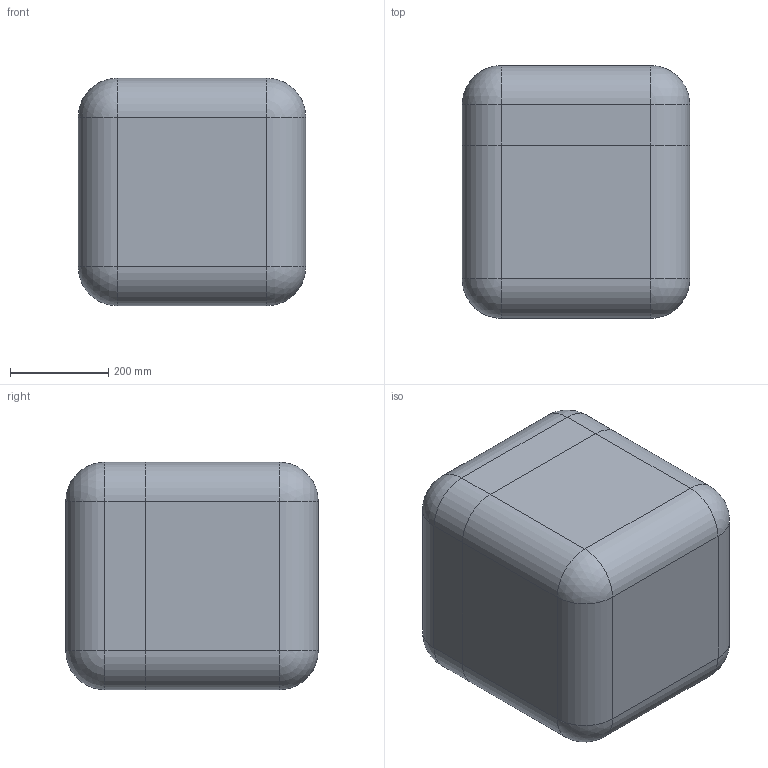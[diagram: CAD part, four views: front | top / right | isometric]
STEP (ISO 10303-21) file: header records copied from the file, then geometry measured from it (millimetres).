
FILE_DESCRIPTION (( 'STEP AP214' ), '1' );
FILE_NAME ('Òðàíñïîðòíûé êîíòåéíåð ÀÄÌÈÐÀË®ÏÐÎÔÅÑÑÈÎÍÀËÜÍÛÅ 008_óïðîùåííàÿ 3D-ìîäåëü.STEP', '2025-09-16T12:20:52', ( '' ), ( '' ), 'SwSTEP 2.0', 'SolidWorks 2021', '' );
FILE_SCHEMA (( 'AUTOMOTIVE_DESIGN' ));
Length unit declared in the file: millimetre
Products named in the file (3): Base_8; Lid_8; Òðàíñïîðòíûé êîíòåéíåð ÀÄÌÈÐÀË®ÏÐÎÔÅÑÑÈÎÍÀËÜÍÛÅ 008_óïðîùåííàÿ 3D-ìîäåëü
Assembly tree (2 placements, depth 2):
  Òðàíñïîðòíûé êîíòåéíåð ÀÄÌÈÐÀË®ÏÐÎÔÅÑÑÈÎÍÀËÜÍÛÅ 008_óïðîùåííàÿ 3D-ìîäåëü
    Base_8
    Lid_8
Bounding box: 463.86 x 514.63 x 463.86 mm (x, y, z)
Volume: 54575263.4 mm3; surface area: 2572452.2 mm2
Topology: 2 solids, 2 shells, 829 faces, 2010 edges, 1161 vertices
Faces by surface type: cylinder 311, plane 192, bspline 166, torus 98, cone 38, sphere 24
Entity records: 40488 total; most frequent: CARTESIAN_POINT 22247, ORIENTED_EDGE 3962, DIRECTION 3710, EDGE_CURVE 1981, AXIS2_PLACEMENT_3D 1452, VERTEX_POINT 1161, EDGE_LOOP 840, ADVANCED_FACE 829
